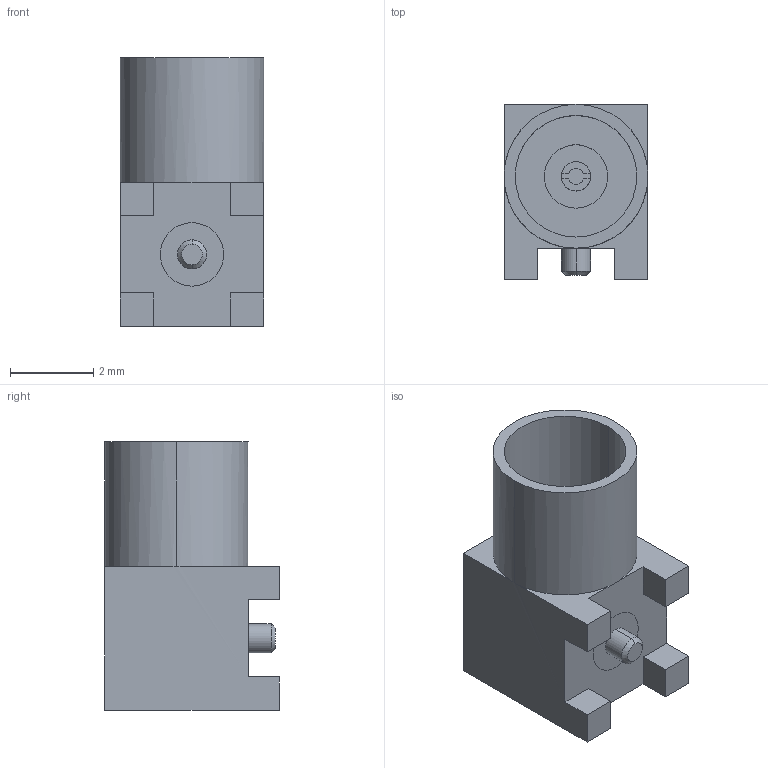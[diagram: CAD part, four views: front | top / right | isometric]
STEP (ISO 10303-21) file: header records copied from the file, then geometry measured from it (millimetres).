
FILE_DESCRIPTION (( 'STEP AP214' ), '1' );
FILE_NAME ('CONMMCX002-SMD.STEP', '2020-11-03T13:01:07', ( '' ), ( '' ), 'SwSTEP 2.0', 'SolidWorks 2017', '' );
FILE_SCHEMA (( 'AUTOMOTIVE_DESIGN' ));
Length unit declared in the file: millimetre
Products named in the file (1): CONMMCX002-SMD
Bounding box: 3.45 x 4.2 x 6.45 mm (x, y, z)
Volume: 53 mm3; surface area: 183.2 mm2
Topology: 3 solids, 3 shells, 61 faces, 149 edges, 95 vertices
Faces by surface type: plane 33, cylinder 18, torus 8, cone 2
Entity records: 1874 total; most frequent: CARTESIAN_POINT 339, DIRECTION 322, ORIENTED_EDGE 298, EDGE_CURVE 149, AXIS2_PLACEMENT_3D 118, VERTEX_POINT 95, LINE 86, VECTOR 86
